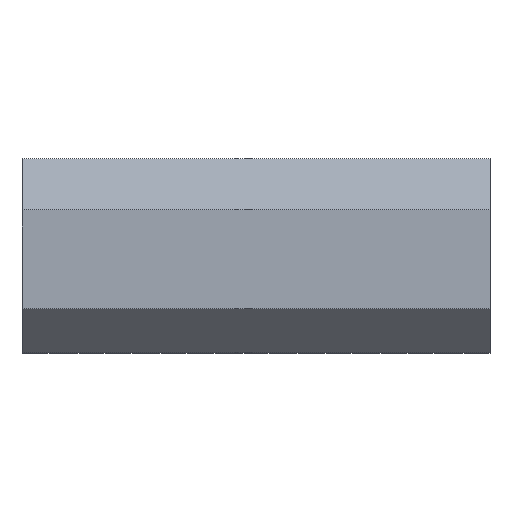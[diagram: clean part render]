
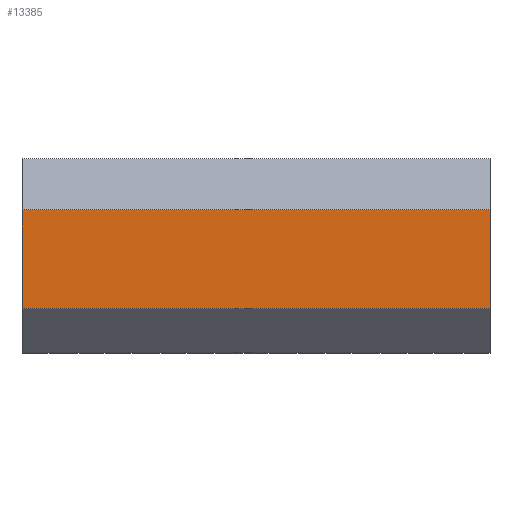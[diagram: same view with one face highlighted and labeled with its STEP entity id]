
A CAD part, top view. The second image highlights one B-rep face of the part: STEP entity #13385.
In plain terms, the highlighted planar face has unit normal (0, 0, 1).
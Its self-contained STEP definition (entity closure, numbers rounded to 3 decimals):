
#11644 = PLANE('',#11645);
#11645 = AXIS2_PLACEMENT_3D('',#11646,#11647,#11648);
#11646 = CARTESIAN_POINT('',(26.25,1.731,5.523));
#11647 = DIRECTION('',(1.,0.,0.));
#11648 = DIRECTION('',(0.,0.,1.));
#11698 = PLANE('',#11699);
#11699 = AXIS2_PLACEMENT_3D('',#11700,#11701,#11702);
#11700 = CARTESIAN_POINT('',(-1.25,1.731,5.523));
#11701 = DIRECTION('',(1.,0.,0.));
#11702 = DIRECTION('',(0.,0.,1.));
#11829 = PLANE('',#11830);
#11830 = AXIS2_PLACEMENT_3D('',#11831,#11832,#11833);
#11831 = CARTESIAN_POINT('',(-1.25,8.4,8.5));
#11832 = DIRECTION('',(0.,-0.447,-0.894));
#11833 = DIRECTION('',(0.,-0.894,0.447));
#11868 = VERTEX_POINT('',#11869);
#11869 = CARTESIAN_POINT('',(-1.25,5.4,10.));
#11890 = EDGE_CURVE('',#11868,#11891,#11893,.T.);
#11891 = VERTEX_POINT('',#11892);
#11892 = CARTESIAN_POINT('',(-1.25,-0.4,10.));
#11893 = SURFACE_CURVE('',#11894,(#11898,#11905),.PCURVE_S1.);
#11894 = LINE('',#11895,#11896);
#11895 = CARTESIAN_POINT('',(-1.25,5.4,10.));
#11896 = VECTOR('',#11897,1.);
#11897 = DIRECTION('',(0.,-1.,0.));
#11898 = PCURVE('',#11698,#11899);
#11899 = DEFINITIONAL_REPRESENTATION('',(#11900),#11904);
#11900 = LINE('',#11901,#11902);
#11901 = CARTESIAN_POINT('',(4.477,-3.669));
#11902 = VECTOR('',#11903,1.);
#11903 = DIRECTION('',(0.,1.));
#11904 = ( GEOMETRIC_REPRESENTATION_CONTEXT(2) 
PARAMETRIC_REPRESENTATION_CONTEXT() REPRESENTATION_CONTEXT('2D SPACE',''
  ) );
#11905 = PCURVE('',#11906,#11911);
#11906 = PLANE('',#11907);
#11907 = AXIS2_PLACEMENT_3D('',#11908,#11909,#11910);
#11908 = CARTESIAN_POINT('',(-1.25,5.4,10.));
#11909 = DIRECTION('',(0.,0.,-1.));
#11910 = DIRECTION('',(0.,-1.,0.));
#11911 = DEFINITIONAL_REPRESENTATION('',(#11912),#11916);
#11912 = LINE('',#11913,#11914);
#11913 = CARTESIAN_POINT('',(0.,-0.));
#11914 = VECTOR('',#11915,1.);
#11915 = DIRECTION('',(1.,0.));
#11916 = ( GEOMETRIC_REPRESENTATION_CONTEXT(2) 
PARAMETRIC_REPRESENTATION_CONTEXT() REPRESENTATION_CONTEXT('2D SPACE',''
  ) );
#11934 = PLANE('',#11935);
#11935 = AXIS2_PLACEMENT_3D('',#11936,#11937,#11938);
#11936 = CARTESIAN_POINT('',(-1.25,-0.4,10.));
#11937 = DIRECTION('',(0.,0.707,-0.707));
#11938 = DIRECTION('',(0.,-0.707,-0.707));
#12030 = VERTEX_POINT('',#12031);
#12031 = CARTESIAN_POINT('',(26.25,5.4,10.));
#12052 = EDGE_CURVE('',#12030,#12053,#12055,.T.);
#12053 = VERTEX_POINT('',#12054);
#12054 = CARTESIAN_POINT('',(26.25,-0.4,10.));
#12055 = SURFACE_CURVE('',#12056,(#12060,#12067),.PCURVE_S1.);
#12056 = LINE('',#12057,#12058);
#12057 = CARTESIAN_POINT('',(26.25,5.4,10.));
#12058 = VECTOR('',#12059,1.);
#12059 = DIRECTION('',(0.,-1.,0.));
#12060 = PCURVE('',#11644,#12061);
#12061 = DEFINITIONAL_REPRESENTATION('',(#12062),#12066);
#12062 = LINE('',#12063,#12064);
#12063 = CARTESIAN_POINT('',(4.477,-3.669));
#12064 = VECTOR('',#12065,1.);
#12065 = DIRECTION('',(0.,1.));
#12066 = ( GEOMETRIC_REPRESENTATION_CONTEXT(2) 
PARAMETRIC_REPRESENTATION_CONTEXT() REPRESENTATION_CONTEXT('2D SPACE',''
  ) );
#12067 = PCURVE('',#11906,#12068);
#12068 = DEFINITIONAL_REPRESENTATION('',(#12069),#12073);
#12069 = LINE('',#12070,#12071);
#12070 = CARTESIAN_POINT('',(0.,-27.5));
#12071 = VECTOR('',#12072,1.);
#12072 = DIRECTION('',(1.,0.));
#12073 = ( GEOMETRIC_REPRESENTATION_CONTEXT(2) 
PARAMETRIC_REPRESENTATION_CONTEXT() REPRESENTATION_CONTEXT('2D SPACE',''
  ) );
#13364 = EDGE_CURVE('',#11868,#12030,#13365,.T.);
#13365 = SURFACE_CURVE('',#13366,(#13370,#13377),.PCURVE_S1.);
#13366 = LINE('',#13367,#13368);
#13367 = CARTESIAN_POINT('',(-1.25,5.4,10.));
#13368 = VECTOR('',#13369,1.);
#13369 = DIRECTION('',(1.,0.,0.));
#13370 = PCURVE('',#11829,#13371);
#13371 = DEFINITIONAL_REPRESENTATION('',(#13372),#13376);
#13372 = LINE('',#13373,#13374);
#13373 = CARTESIAN_POINT('',(3.354,0.));
#13374 = VECTOR('',#13375,1.);
#13375 = DIRECTION('',(0.,-1.));
#13376 = ( GEOMETRIC_REPRESENTATION_CONTEXT(2) 
PARAMETRIC_REPRESENTATION_CONTEXT() REPRESENTATION_CONTEXT('2D SPACE',''
  ) );
#13377 = PCURVE('',#11906,#13378);
#13378 = DEFINITIONAL_REPRESENTATION('',(#13379),#13383);
#13379 = LINE('',#13380,#13381);
#13380 = CARTESIAN_POINT('',(0.,-0.));
#13381 = VECTOR('',#13382,1.);
#13382 = DIRECTION('',(0.,-1.));
#13383 = ( GEOMETRIC_REPRESENTATION_CONTEXT(2) 
PARAMETRIC_REPRESENTATION_CONTEXT() REPRESENTATION_CONTEXT('2D SPACE',''
  ) );
#13385 = ADVANCED_FACE('',(#13386),#11906,.F.);
#13386 = FACE_BOUND('',#13387,.F.);
#13387 = EDGE_LOOP('',(#13388,#13389,#13390,#13411));
#13388 = ORIENTED_EDGE('',*,*,#13364,.T.);
#13389 = ORIENTED_EDGE('',*,*,#12052,.T.);
#13390 = ORIENTED_EDGE('',*,*,#13391,.F.);
#13391 = EDGE_CURVE('',#11891,#12053,#13392,.T.);
#13392 = SURFACE_CURVE('',#13393,(#13397,#13404),.PCURVE_S1.);
#13393 = LINE('',#13394,#13395);
#13394 = CARTESIAN_POINT('',(-1.25,-0.4,10.));
#13395 = VECTOR('',#13396,1.);
#13396 = DIRECTION('',(1.,0.,0.));
#13397 = PCURVE('',#11906,#13398);
#13398 = DEFINITIONAL_REPRESENTATION('',(#13399),#13403);
#13399 = LINE('',#13400,#13401);
#13400 = CARTESIAN_POINT('',(5.8,0.));
#13401 = VECTOR('',#13402,1.);
#13402 = DIRECTION('',(0.,-1.));
#13403 = ( GEOMETRIC_REPRESENTATION_CONTEXT(2) 
PARAMETRIC_REPRESENTATION_CONTEXT() REPRESENTATION_CONTEXT('2D SPACE',''
  ) );
#13404 = PCURVE('',#11934,#13405);
#13405 = DEFINITIONAL_REPRESENTATION('',(#13406),#13410);
#13406 = LINE('',#13407,#13408);
#13407 = CARTESIAN_POINT('',(0.,0.));
#13408 = VECTOR('',#13409,1.);
#13409 = DIRECTION('',(0.,-1.));
#13410 = ( GEOMETRIC_REPRESENTATION_CONTEXT(2) 
PARAMETRIC_REPRESENTATION_CONTEXT() REPRESENTATION_CONTEXT('2D SPACE',''
  ) );
#13411 = ORIENTED_EDGE('',*,*,#11890,.F.);
